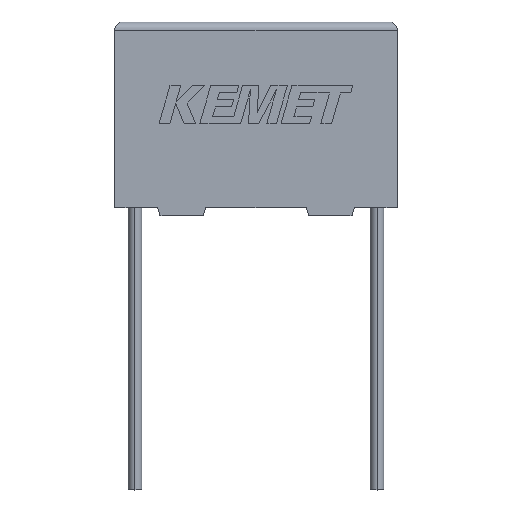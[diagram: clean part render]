
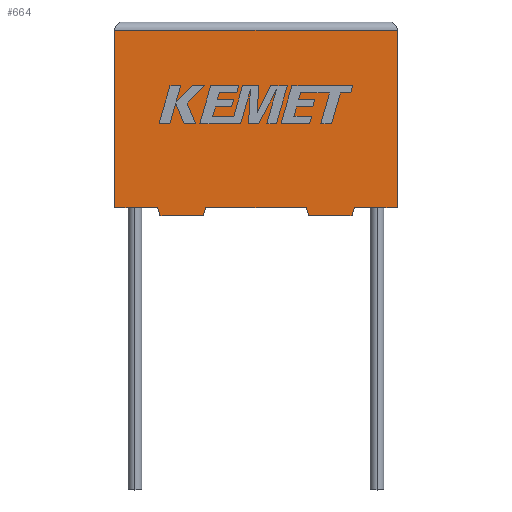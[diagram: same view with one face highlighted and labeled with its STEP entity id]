
A CAD part, top view. The second image highlights one B-rep face of the part: STEP entity #664.
In plain terms, the highlighted planar face has unit normal (0, 0, 1).
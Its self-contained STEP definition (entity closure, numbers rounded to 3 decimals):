
#13 = VERTEX_POINT ( 'NONE', #2494 ) ;
#21 = DIRECTION ( 'NONE',  ( -0.287, 0.958, 0. ) ) ;
#29 = DIRECTION ( 'NONE',  ( 0.287, 0.958, 0. ) ) ;
#37 = CARTESIAN_POINT ( 'NONE',  ( 0., 11., 5. ) ) ;
#98 = VERTEX_POINT ( 'NONE', #1717 ) ;
#106 = CARTESIAN_POINT ( 'NONE',  ( 0., 0., 5. ) ) ;
#215 = CARTESIAN_POINT ( 'NONE',  ( 17.5, 0., 5. ) ) ;
#238 = EDGE_CURVE ( 'NONE', #3025, #1284, #1222, .T. ) ;
#252 = EDGE_CURVE ( 'NONE', #13, #807, #1053, .T. ) ;
#264 = VECTOR ( 'NONE', #3034, 1000. ) ;
#329 = LINE ( 'NONE', #1981, #569 ) ;
#361 = ORIENTED_EDGE ( 'NONE', *, *, #764, .T. ) ;
#370 = EDGE_LOOP ( 'NONE', ( #982, #534, #1272, #846, #361, #1739, #2348, #1177, #3056, #2523, #1974, #3143 ) ) ;
#378 = VERTEX_POINT ( 'NONE', #2799 ) ;
#472 = CARTESIAN_POINT ( 'NONE',  ( 0., 0., 5. ) ) ;
#518 = CARTESIAN_POINT ( 'NONE',  ( 2.8, -0.5, 5. ) ) ;
#534 = ORIENTED_EDGE ( 'NONE', *, *, #784, .T. ) ;
#560 = CARTESIAN_POINT ( 'NONE',  ( 5.478, -0.5, 5. ) ) ;
#569 = VECTOR ( 'NONE', #1023, 1000. ) ;
#619 = DIRECTION ( 'NONE',  ( 1., 0., 0. ) ) ;
#664 = ADVANCED_FACE ( 'NONE', ( #2636 ), #1482, .F. ) ;
#747 = EDGE_CURVE ( 'NONE', #1173, #3025, #2205, .T. ) ;
#764 = EDGE_CURVE ( 'NONE', #1430, #1173, #841, .T. ) ;
#784 = EDGE_CURVE ( 'NONE', #1268, #378, #1970, .T. ) ;
#790 = LINE ( 'NONE', #106, #2726 ) ;
#807 = VERTEX_POINT ( 'NONE', #3057 ) ;
#820 = EDGE_CURVE ( 'NONE', #807, #1185, #959, .T. ) ;
#841 = LINE ( 'NONE', #3005, #264 ) ;
#846 = ORIENTED_EDGE ( 'NONE', *, *, #2771, .T. ) ;
#959 = LINE ( 'NONE', #2267, #2039 ) ;
#975 = VECTOR ( 'NONE', #2975, 1000. ) ;
#982 = ORIENTED_EDGE ( 'NONE', *, *, #1507, .T. ) ;
#1023 = DIRECTION ( 'NONE',  ( -0.287, -0.958, 0. ) ) ;
#1053 = LINE ( 'NONE', #2022, #1380 ) ;
#1078 = EDGE_CURVE ( 'NONE', #378, #1394, #1849, .T. ) ;
#1095 = CARTESIAN_POINT ( 'NONE',  ( 2.65, 0., 5. ) ) ;
#1113 = VERTEX_POINT ( 'NONE', #1866 ) ;
#1159 = CARTESIAN_POINT ( 'NONE',  ( 5.478, -0.5, 5. ) ) ;
#1173 = VERTEX_POINT ( 'NONE', #2691 ) ;
#1177 = ORIENTED_EDGE ( 'NONE', *, *, #2897, .T. ) ;
#1185 = VERTEX_POINT ( 'NONE', #1680 ) ;
#1213 = LINE ( 'NONE', #2609, #975 ) ;
#1222 = LINE ( 'NONE', #560, #1987 ) ;
#1231 = DIRECTION ( 'NONE',  ( 1., 0., 0. ) ) ;
#1268 = VERTEX_POINT ( 'NONE', #2278 ) ;
#1272 = ORIENTED_EDGE ( 'NONE', *, *, #1078, .T. ) ;
#1284 = VERTEX_POINT ( 'NONE', #3086 ) ;
#1380 = VECTOR ( 'NONE', #2998, 1000. ) ;
#1394 = VERTEX_POINT ( 'NONE', #472 ) ;
#1421 = CARTESIAN_POINT ( 'NONE',  ( 0., 0., 5. ) ) ;
#1429 = EDGE_CURVE ( 'NONE', #98, #13, #329, .T. ) ;
#1430 = VERTEX_POINT ( 'NONE', #1095 ) ;
#1482 = PLANE ( 'NONE',  #2310 ) ;
#1504 = VECTOR ( 'NONE', #2012, 1000. ) ;
#1507 = EDGE_CURVE ( 'NONE', #1113, #1268, #2103, .T. ) ;
#1652 = VECTOR ( 'NONE', #1231, 1000. ) ;
#1680 = CARTESIAN_POINT ( 'NONE',  ( 11.873, 0., 5. ) ) ;
#1717 = CARTESIAN_POINT ( 'NONE',  ( 14.85, 0., 5. ) ) ;
#1739 = ORIENTED_EDGE ( 'NONE', *, *, #747, .T. ) ;
#1740 = DIRECTION ( 'NONE',  ( -1., 0., 0. ) ) ;
#1761 = DIRECTION ( 'NONE',  ( 0., 0., -1. ) ) ;
#1849 = LINE ( 'NONE', #1421, #1921 ) ;
#1866 = CARTESIAN_POINT ( 'NONE',  ( 17.5, 0., 5. ) ) ;
#1921 = VECTOR ( 'NONE', #2408, 1000. ) ;
#1946 = DIRECTION ( 'NONE',  ( 0., 1., 0. ) ) ;
#1970 = LINE ( 'NONE', #37, #1504 ) ;
#1974 = ORIENTED_EDGE ( 'NONE', *, *, #1429, .F. ) ;
#1981 = CARTESIAN_POINT ( 'NONE',  ( 14.85, 0., 5. ) ) ;
#1987 = VECTOR ( 'NONE', #29, 1000. ) ;
#2012 = DIRECTION ( 'NONE',  ( -1., 0., 0. ) ) ;
#2018 = CARTESIAN_POINT ( 'NONE',  ( 0., 0., 5. ) ) ;
#2022 = CARTESIAN_POINT ( 'NONE',  ( 14.7, -0.5, 5. ) ) ;
#2039 = VECTOR ( 'NONE', #21, 1000. ) ;
#2103 = LINE ( 'NONE', #215, #3055 ) ;
#2205 = LINE ( 'NONE', #518, #1652 ) ;
#2240 = DIRECTION ( 'NONE',  ( 1., 0., 0. ) ) ;
#2262 = EDGE_CURVE ( 'NONE', #98, #1113, #1213, .T. ) ;
#2267 = CARTESIAN_POINT ( 'NONE',  ( 12.023, -0.5, 5. ) ) ;
#2278 = CARTESIAN_POINT ( 'NONE',  ( 17.5, 11., 5. ) ) ;
#2310 = AXIS2_PLACEMENT_3D ( 'NONE', #2747, #1761, #1740 ) ;
#2348 = ORIENTED_EDGE ( 'NONE', *, *, #238, .T. ) ;
#2408 = DIRECTION ( 'NONE',  ( 0., -1., 0. ) ) ;
#2494 = CARTESIAN_POINT ( 'NONE',  ( 14.7, -0.5, 5. ) ) ;
#2497 = VECTOR ( 'NONE', #2240, 1000. ) ;
#2523 = ORIENTED_EDGE ( 'NONE', *, *, #252, .F. ) ;
#2609 = CARTESIAN_POINT ( 'NONE',  ( 0., 0., 5. ) ) ;
#2636 = FACE_OUTER_BOUND ( 'NONE', #370, .T. ) ;
#2691 = CARTESIAN_POINT ( 'NONE',  ( 2.8, -0.5, 5. ) ) ;
#2726 = VECTOR ( 'NONE', #619, 1000. ) ;
#2747 = CARTESIAN_POINT ( 'NONE',  ( 0., 0., 5. ) ) ;
#2771 = EDGE_CURVE ( 'NONE', #1394, #1430, #2801, .T. ) ;
#2799 = CARTESIAN_POINT ( 'NONE',  ( 0., 11., 5. ) ) ;
#2801 = LINE ( 'NONE', #2018, #2497 ) ;
#2897 = EDGE_CURVE ( 'NONE', #1284, #1185, #790, .T. ) ;
#2975 = DIRECTION ( 'NONE',  ( 1., 0., 0. ) ) ;
#2998 = DIRECTION ( 'NONE',  ( -1., 0., 0. ) ) ;
#3005 = CARTESIAN_POINT ( 'NONE',  ( 2.65, 0., 5. ) ) ;
#3025 = VERTEX_POINT ( 'NONE', #1159 ) ;
#3034 = DIRECTION ( 'NONE',  ( 0.287, -0.958, 0. ) ) ;
#3055 = VECTOR ( 'NONE', #1946, 1000. ) ;
#3056 = ORIENTED_EDGE ( 'NONE', *, *, #820, .F. ) ;
#3057 = CARTESIAN_POINT ( 'NONE',  ( 12.023, -0.5, 5. ) ) ;
#3086 = CARTESIAN_POINT ( 'NONE',  ( 5.628, 0., 5. ) ) ;
#3143 = ORIENTED_EDGE ( 'NONE', *, *, #2262, .T. ) ;
